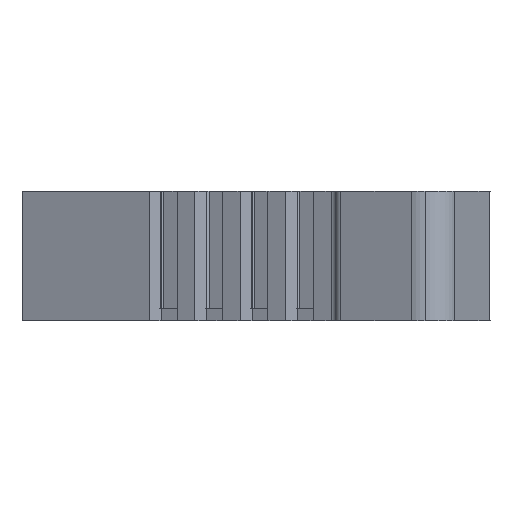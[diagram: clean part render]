
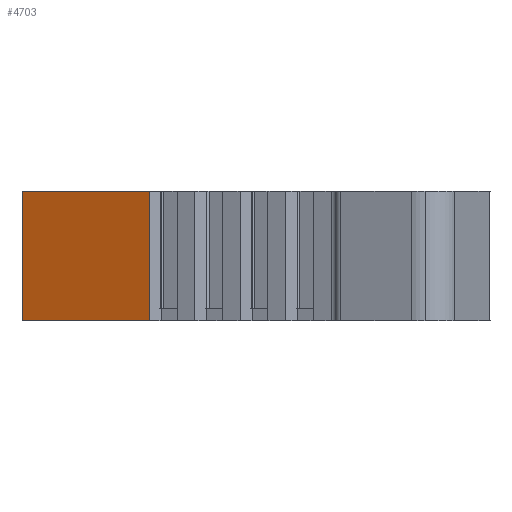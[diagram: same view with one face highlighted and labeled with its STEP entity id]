
A CAD part, left-side view. The second image highlights one B-rep face of the part: STEP entity #4703.
In plain terms, the highlighted planar face has unit normal (-0.906, 0.423, 0).
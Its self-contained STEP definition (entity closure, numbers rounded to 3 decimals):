
#296 = VECTOR ( 'NONE', #1874, 1000. ) ;
#316 = LINE ( 'NONE', #3478, #296 ) ;
#483 = EDGE_CURVE ( 'NONE', #4718, #4438, #2167, .T. ) ;
#594 = VECTOR ( 'NONE', #3081, 1000. ) ;
#631 = LINE ( 'NONE', #5142, #594 ) ;
#658 = DIRECTION ( 'NONE',  ( 0.906, -0.423, 0. ) ) ;
#877 = CARTESIAN_POINT ( 'NONE',  ( -22.598, 20.998, 8. ) ) ;
#1093 = CARTESIAN_POINT ( 'NONE',  ( -26.266, 13.132, 8. ) ) ;
#1278 = DIRECTION ( 'NONE',  ( 0., 0., 1. ) ) ;
#1310 = ORIENTED_EDGE ( 'NONE', *, *, #4196, .F. ) ;
#1424 = EDGE_CURVE ( 'NONE', #4718, #4279, #316, .T. ) ;
#1432 = FACE_OUTER_BOUND ( 'NONE', #5052, .T. ) ;
#1555 = ORIENTED_EDGE ( 'NONE', *, *, #483, .F. ) ;
#1826 = CARTESIAN_POINT ( 'NONE',  ( -26.266, 13.132, 8. ) ) ;
#1853 = CARTESIAN_POINT ( 'NONE',  ( -26.266, 13.132, 8. ) ) ;
#1874 = DIRECTION ( 'NONE',  ( -0.423, -0.906, 0. ) ) ;
#1989 = AXIS2_PLACEMENT_3D ( 'NONE', #1853, #658, #3473 ) ;
#2167 = LINE ( 'NONE', #877, #2213 ) ;
#2213 = VECTOR ( 'NONE', #1278, 1000. ) ;
#2251 = PLANE ( 'NONE',  #1989 ) ;
#2449 = LINE ( 'NONE', #1093, #4235 ) ;
#3081 = DIRECTION ( 'NONE',  ( -0.423, -0.906, 0. ) ) ;
#3350 = CARTESIAN_POINT ( 'NONE',  ( -22.598, 20.998, 8. ) ) ;
#3473 = DIRECTION ( 'NONE',  ( 0.423, 0.906, 0. ) ) ;
#3478 = CARTESIAN_POINT ( 'NONE',  ( -22.598, 20.998, 0. ) ) ;
#3925 = ORIENTED_EDGE ( 'NONE', *, *, #1424, .T. ) ;
#3985 = VERTEX_POINT ( 'NONE', #1826 ) ;
#4123 = ORIENTED_EDGE ( 'NONE', *, *, #4752, .F. ) ;
#4196 = EDGE_CURVE ( 'NONE', #4438, #3985, #631, .T. ) ;
#4235 = VECTOR ( 'NONE', #4771, 1000. ) ;
#4279 = VERTEX_POINT ( 'NONE', #5210 ) ;
#4438 = VERTEX_POINT ( 'NONE', #3350 ) ;
#4703 = ADVANCED_FACE ( 'NONE', ( #1432 ), #2251, .F. ) ;
#4718 = VERTEX_POINT ( 'NONE', #5126 ) ;
#4752 = EDGE_CURVE ( 'NONE', #3985, #4279, #2449, .T. ) ;
#4771 = DIRECTION ( 'NONE',  ( 0., 0., -1. ) ) ;
#5052 = EDGE_LOOP ( 'NONE', ( #4123, #1310, #1555, #3925 ) ) ;
#5126 = CARTESIAN_POINT ( 'NONE',  ( -22.598, 20.998, 0. ) ) ;
#5142 = CARTESIAN_POINT ( 'NONE',  ( -22.598, 20.998, 8. ) ) ;
#5210 = CARTESIAN_POINT ( 'NONE',  ( -26.266, 13.132, 0. ) ) ;
